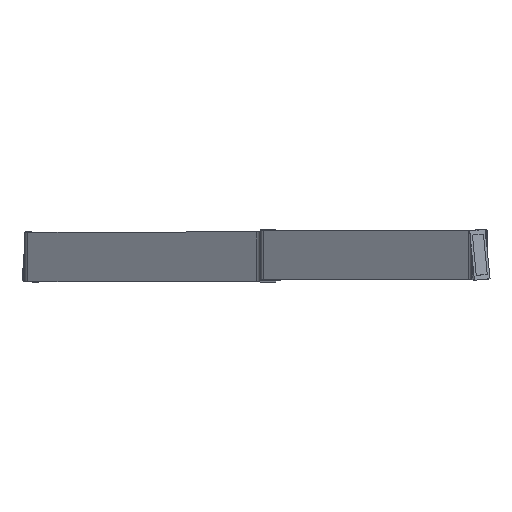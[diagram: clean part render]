
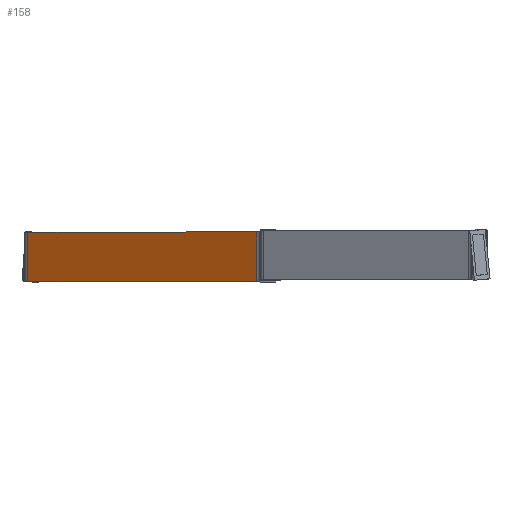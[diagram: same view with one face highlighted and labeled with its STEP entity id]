
A CAD part, top view. The second image highlights one B-rep face of the part: STEP entity #158.
In plain terms, the highlighted planar face has unit normal (-0.574, 0, 0.819).
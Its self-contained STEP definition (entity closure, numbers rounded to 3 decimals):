
#158=ADVANCED_FACE('',(#250),#204,.F.);
#204=PLANE('',#991);
#250=FACE_OUTER_BOUND('',#304,.T.);
#304=EDGE_LOOP('',(#480,#481,#482,#483));
#480=ORIENTED_EDGE('',*,*,#720,.F.);
#481=ORIENTED_EDGE('',*,*,#742,.T.);
#482=ORIENTED_EDGE('',*,*,#738,.T.);
#483=ORIENTED_EDGE('',*,*,#743,.F.);
#620=VERTEX_POINT('',#1409);
#621=VERTEX_POINT('',#1410);
#634=VERTEX_POINT('',#1446);
#635=VERTEX_POINT('',#1448);
#720=EDGE_CURVE('',#620,#621,#824,.T.);
#738=EDGE_CURVE('',#635,#634,#834,.T.);
#742=EDGE_CURVE('',#620,#635,#836,.T.);
#743=EDGE_CURVE('',#621,#634,#837,.T.);
#824=LINE('',#1408,#908);
#834=LINE('',#1447,#918);
#836=LINE('',#1454,#920);
#837=LINE('',#1455,#921);
#908=VECTOR('',#1117,1.);
#918=VECTOR('',#1143,1.);
#920=VECTOR('',#1153,1.);
#921=VECTOR('',#1154,1.);
#991=AXIS2_PLACEMENT_3D('',#1456,#1155,#1156);
#1117=DIRECTION('',(-0.819,0.,-0.574));
#1143=DIRECTION('',(-0.819,0.,-0.574));
#1153=DIRECTION('',(0.,1.,0.));
#1154=DIRECTION('',(0.,1.,0.));
#1155=DIRECTION('',(0.574,0.,-0.819));
#1156=DIRECTION('',(-0.819,0.,-0.574));
#1408=CARTESIAN_POINT('',(-6.195,-34.195,-603.653));
#1409=CARTESIAN_POINT('',(-15.405,-34.195,-610.103));
#1410=CARTESIAN_POINT('',(-330.7,-34.195,-830.874));
#1446=CARTESIAN_POINT('',(-330.7,34.195,-830.874));
#1447=CARTESIAN_POINT('',(-6.195,34.195,-603.653));
#1448=CARTESIAN_POINT('',(-15.405,34.195,-610.103));
#1454=CARTESIAN_POINT('',(-15.405,-34.195,-610.103));
#1455=CARTESIAN_POINT('',(-330.7,-34.195,-830.874));
#1456=CARTESIAN_POINT('',(-6.195,-34.195,-603.653));
